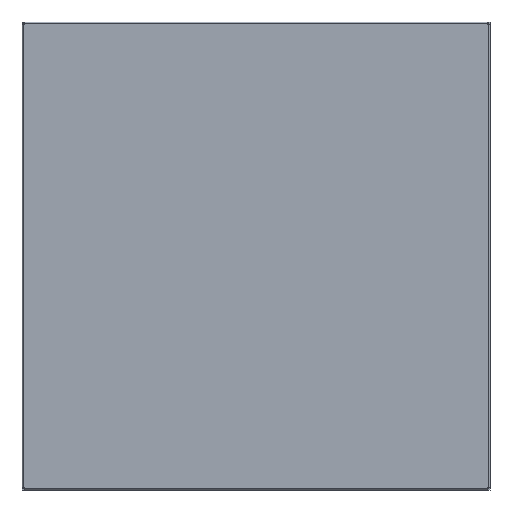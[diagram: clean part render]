
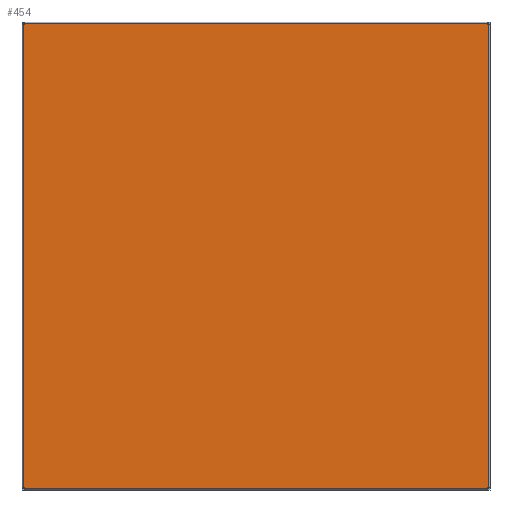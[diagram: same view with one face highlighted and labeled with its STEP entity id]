
A CAD part, front view. The second image highlights one B-rep face of the part: STEP entity #454.
In plain terms, the highlighted planar face has unit normal (0, -1, 0).
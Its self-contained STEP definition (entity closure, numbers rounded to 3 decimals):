
#8 = ORIENTED_EDGE ( 'NONE', *, *, #1482, .T. ) ;
#12 = DIRECTION ( 'NONE',  ( 1., 0., 0. ) ) ;
#42 = CARTESIAN_POINT ( 'NONE',  ( 189.6, -7., -191.25 ) ) ;
#57 = LINE ( 'NONE', #1980, #1667 ) ;
#72 = ORIENTED_EDGE ( 'NONE', *, *, #1900, .T. ) ;
#79 = LINE ( 'NONE', #1184, #449 ) ;
#101 = DIRECTION ( 'NONE',  ( 0., -1., 0. ) ) ;
#109 = EDGE_CURVE ( 'NONE', #424, #1869, #458, .T. ) ;
#113 = VERTEX_POINT ( 'NONE', #339 ) ;
#125 = EDGE_LOOP ( 'NONE', ( #1939, #773, #1581, #822, #8, #72, #1329, #977, #1780, #1035, #1829, #1480 ) ) ;
#137 = DIRECTION ( 'NONE',  ( 0., 0., 1. ) ) ;
#165 = CARTESIAN_POINT ( 'NONE',  ( -191.25, -7., 189.6 ) ) ;
#174 = LINE ( 'NONE', #1891, #1782 ) ;
#178 = VERTEX_POINT ( 'NONE', #570 ) ;
#210 = DIRECTION ( 'NONE',  ( 0., 0., 1. ) ) ;
#240 = CARTESIAN_POINT ( 'NONE',  ( 189.6, -7., -189.65 ) ) ;
#288 = CARTESIAN_POINT ( 'NONE',  ( -189.6, -7., -189.6 ) ) ;
#290 = VECTOR ( 'NONE', #1734, 1000. ) ;
#298 = VERTEX_POINT ( 'NONE', #2015 ) ;
#339 = CARTESIAN_POINT ( 'NONE',  ( 189.6, -7., 189.65 ) ) ;
#342 = EDGE_CURVE ( 'NONE', #585, #298, #1738, .T. ) ;
#408 = DIRECTION ( 'NONE',  ( 0., 0., -1. ) ) ;
#411 = CARTESIAN_POINT ( 'NONE',  ( 189.65, -7., 189.6 ) ) ;
#424 = VERTEX_POINT ( 'NONE', #1799 ) ;
#449 = VECTOR ( 'NONE', #726, 1000. ) ;
#454 = ADVANCED_FACE ( 'NONE', ( #1858 ), #1954, .T. ) ;
#458 = LINE ( 'NONE', #519, #1154 ) ;
#504 = VECTOR ( 'NONE', #1612, 1000. ) ;
#519 = CARTESIAN_POINT ( 'NONE',  ( -189.6, -7., -191.25 ) ) ;
#565 = VECTOR ( 'NONE', #1043, 1000. ) ;
#570 = CARTESIAN_POINT ( 'NONE',  ( 189.6, -7., 189.6 ) ) ;
#585 = VERTEX_POINT ( 'NONE', #288 ) ;
#592 = EDGE_CURVE ( 'NONE', #178, #113, #57, .T. ) ;
#644 = CARTESIAN_POINT ( 'NONE',  ( 189.6, -7., -189.6 ) ) ;
#650 = DIRECTION ( 'NONE',  ( -1., 0., 0. ) ) ;
#656 = CARTESIAN_POINT ( 'NONE',  ( -189.65, -7., 189.6 ) ) ;
#709 = CARTESIAN_POINT ( 'NONE',  ( -189.6, -7., -191.25 ) ) ;
#726 = DIRECTION ( 'NONE',  ( 1., 0., 0. ) ) ;
#746 = LINE ( 'NONE', #1245, #1957 ) ;
#754 = CARTESIAN_POINT ( 'NONE',  ( 189.65, -7., -189.6 ) ) ;
#773 = ORIENTED_EDGE ( 'NONE', *, *, #1380, .T. ) ;
#795 = VERTEX_POINT ( 'NONE', #644 ) ;
#799 = EDGE_CURVE ( 'NONE', #1067, #178, #2012, .T. ) ;
#818 = CARTESIAN_POINT ( 'NONE',  ( -189.6, -7., 189.65 ) ) ;
#822 = ORIENTED_EDGE ( 'NONE', *, *, #342, .T. ) ;
#843 = CARTESIAN_POINT ( 'NONE',  ( -189.6, -7., 189.6 ) ) ;
#880 = CARTESIAN_POINT ( 'NONE',  ( -189.65, -7., -189.6 ) ) ;
#941 = CARTESIAN_POINT ( 'NONE',  ( 189.65, -7., 189.6 ) ) ;
#977 = ORIENTED_EDGE ( 'NONE', *, *, #1636, .T. ) ;
#990 = LINE ( 'NONE', #42, #1345 ) ;
#1021 = EDGE_CURVE ( 'NONE', #1497, #585, #79, .T. ) ;
#1035 = ORIENTED_EDGE ( 'NONE', *, *, #592, .T. ) ;
#1037 = VECTOR ( 'NONE', #1736, 1000. ) ;
#1043 = DIRECTION ( 'NONE',  ( 1., 0., 0. ) ) ;
#1050 = LINE ( 'NONE', #240, #565 ) ;
#1059 = CARTESIAN_POINT ( 'NONE',  ( -191.25, -7., -191.25 ) ) ;
#1067 = VERTEX_POINT ( 'NONE', #411 ) ;
#1140 = VERTEX_POINT ( 'NONE', #754 ) ;
#1154 = VECTOR ( 'NONE', #408, 1000. ) ;
#1184 = CARTESIAN_POINT ( 'NONE',  ( -191.25, -7., -189.6 ) ) ;
#1210 = DIRECTION ( 'NONE',  ( 0., 0., -1. ) ) ;
#1239 = VERTEX_POINT ( 'NONE', #1701 ) ;
#1245 = CARTESIAN_POINT ( 'NONE',  ( -191.25, -7., 189.6 ) ) ;
#1275 = LINE ( 'NONE', #818, #290 ) ;
#1329 = ORIENTED_EDGE ( 'NONE', *, *, #1396, .T. ) ;
#1345 = VECTOR ( 'NONE', #210, 1000. ) ;
#1380 = EDGE_CURVE ( 'NONE', #1973, #1497, #1831, .T. ) ;
#1394 = DIRECTION ( 'NONE',  ( -1., 0., 0. ) ) ;
#1396 = EDGE_CURVE ( 'NONE', #795, #1140, #174, .T. ) ;
#1480 = ORIENTED_EDGE ( 'NONE', *, *, #109, .T. ) ;
#1482 = EDGE_CURVE ( 'NONE', #298, #1239, #1050, .T. ) ;
#1497 = VERTEX_POINT ( 'NONE', #880 ) ;
#1553 = LINE ( 'NONE', #941, #1910 ) ;
#1560 = AXIS2_PLACEMENT_3D ( 'NONE', #1059, #101, #1210 ) ;
#1579 = CARTESIAN_POINT ( 'NONE',  ( -189.65, -7., -189.6 ) ) ;
#1581 = ORIENTED_EDGE ( 'NONE', *, *, #1021, .T. ) ;
#1612 = DIRECTION ( 'NONE',  ( 0., 0., -1. ) ) ;
#1618 = VECTOR ( 'NONE', #650, 1000. ) ;
#1636 = EDGE_CURVE ( 'NONE', #1140, #1067, #1553, .T. ) ;
#1640 = EDGE_CURVE ( 'NONE', #1869, #1973, #746, .T. ) ;
#1667 = VECTOR ( 'NONE', #1683, 1000. ) ;
#1683 = DIRECTION ( 'NONE',  ( 0., 0., 1. ) ) ;
#1701 = CARTESIAN_POINT ( 'NONE',  ( 189.6, -7., -189.65 ) ) ;
#1734 = DIRECTION ( 'NONE',  ( -1., 0., 0. ) ) ;
#1736 = DIRECTION ( 'NONE',  ( 0., 0., -1. ) ) ;
#1738 = LINE ( 'NONE', #709, #504 ) ;
#1780 = ORIENTED_EDGE ( 'NONE', *, *, #799, .T. ) ;
#1782 = VECTOR ( 'NONE', #12, 1000. ) ;
#1783 = EDGE_CURVE ( 'NONE', #113, #424, #1275, .T. ) ;
#1799 = CARTESIAN_POINT ( 'NONE',  ( -189.6, -7., 189.65 ) ) ;
#1829 = ORIENTED_EDGE ( 'NONE', *, *, #1783, .T. ) ;
#1831 = LINE ( 'NONE', #1579, #1037 ) ;
#1858 = FACE_OUTER_BOUND ( 'NONE', #125, .T. ) ;
#1869 = VERTEX_POINT ( 'NONE', #843 ) ;
#1891 = CARTESIAN_POINT ( 'NONE',  ( -191.25, -7., -189.6 ) ) ;
#1900 = EDGE_CURVE ( 'NONE', #1239, #795, #990, .T. ) ;
#1910 = VECTOR ( 'NONE', #137, 1000. ) ;
#1939 = ORIENTED_EDGE ( 'NONE', *, *, #1640, .T. ) ;
#1954 = PLANE ( 'NONE',  #1560 ) ;
#1957 = VECTOR ( 'NONE', #1394, 1000. ) ;
#1973 = VERTEX_POINT ( 'NONE', #656 ) ;
#1980 = CARTESIAN_POINT ( 'NONE',  ( 189.6, -7., -191.25 ) ) ;
#2012 = LINE ( 'NONE', #165, #1618 ) ;
#2015 = CARTESIAN_POINT ( 'NONE',  ( -189.6, -7., -189.65 ) ) ;
